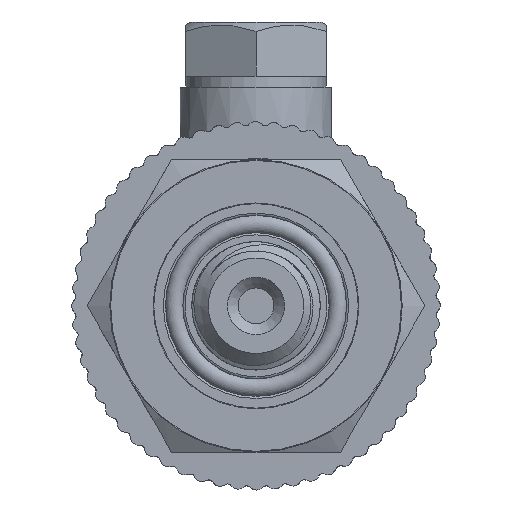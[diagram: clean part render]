
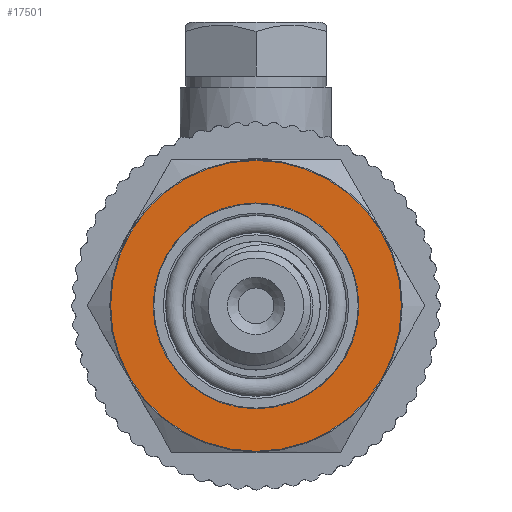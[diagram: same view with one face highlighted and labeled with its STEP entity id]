
A CAD part, left-side view. The second image highlights one B-rep face of the part: STEP entity #17501.
In plain terms, the highlighted planar face has unit normal (-1, 0, 0).
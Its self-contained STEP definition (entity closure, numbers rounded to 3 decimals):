
#186=PLANE('',#18437);
#818=FACE_BOUND('',#2214,.T.);
#1191=FACE_OUTER_BOUND('',#2213,.T.);
#2213=EDGE_LOOP('',(#13114));
#2214=EDGE_LOOP('',(#13115));
#3016=CIRCLE('',#18438,13.425);
#3017=CIRCLE('',#18439,9.5);
#7321=VERTEX_POINT('',#36422);
#7322=VERTEX_POINT('',#36424);
#9472=EDGE_CURVE('',#7321,#7321,#3016,.T.);
#9473=EDGE_CURVE('',#7322,#7322,#3017,.T.);
#13114=ORIENTED_EDGE('',*,*,#9472,.F.);
#13115=ORIENTED_EDGE('',*,*,#9473,.T.);
#17501=ADVANCED_FACE('',(#1191,#818),#186,.F.);
#18437=AXIS2_PLACEMENT_3D('',#36421,#20197,#20198);
#18438=AXIS2_PLACEMENT_3D('',#36423,#20199,#20200);
#18439=AXIS2_PLACEMENT_3D('',#36425,#20201,#20202);
#20197=DIRECTION('center_axis',(1.,0.,0.));
#20198=DIRECTION('ref_axis',(0.,0.,-1.));
#20199=DIRECTION('center_axis',(1.,0.,0.));
#20200=DIRECTION('ref_axis',(0.,1.,0.));
#20201=DIRECTION('center_axis',(1.,0.,0.));
#20202=DIRECTION('ref_axis',(0.,0.,-1.));
#36421=CARTESIAN_POINT('Origin',(-48.,9.5,0.));
#36422=CARTESIAN_POINT('',(-48.,-13.425,0.));
#36423=CARTESIAN_POINT('Origin',(-48.,0.,0.));
#36424=CARTESIAN_POINT('',(-48.,-9.5,0.));
#36425=CARTESIAN_POINT('Origin',(-48.,0.,0.));
